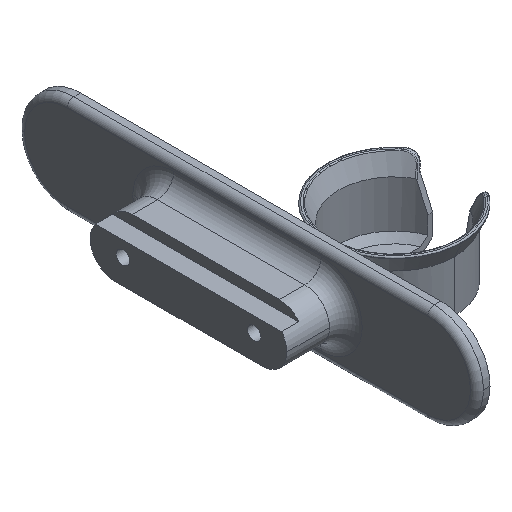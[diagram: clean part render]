
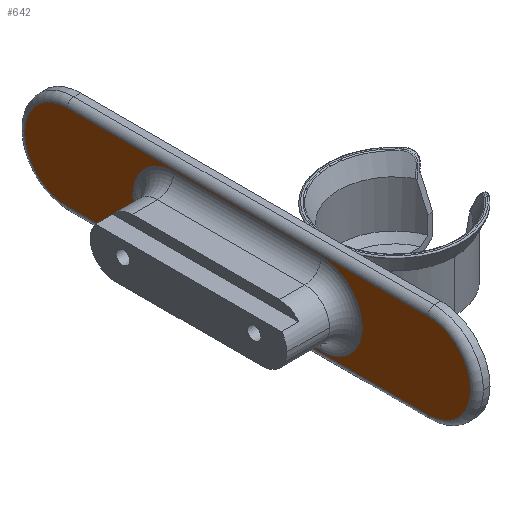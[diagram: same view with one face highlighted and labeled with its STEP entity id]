
A CAD part, isometric view. The second image highlights one B-rep face of the part: STEP entity #642.
In plain terms, the highlighted planar face has unit normal (-1, 0, 0).
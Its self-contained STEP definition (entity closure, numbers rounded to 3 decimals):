
#547=CARTESIAN_POINT('',(-71.731,191.869,434.));
#548=DIRECTION('',(-1.,0.,0.));
#549=DIRECTION('',(0.,1.,0.));
#550=AXIS2_PLACEMENT_3D('',#547,#548,#549);
#551=PLANE('',#550);
#552=CARTESIAN_POINT('',(-71.731,246.869,421.));
#553=VERTEX_POINT('',#552);
#554=CARTESIAN_POINT('',(-71.731,136.869,421.));
#555=VERTEX_POINT('',#554);
#556=CARTESIAN_POINT('',(-71.731,246.869,421.));
#557=DIRECTION('',(-0.,-1.,-0.));
#558=VECTOR('',#557,110.);
#559=LINE('',#556,#558);
#560=EDGE_CURVE('',#553,#555,#559,.T.);
#561=ORIENTED_EDGE('',*,*,#560,.T.);
#562=CARTESIAN_POINT('',(-71.731,136.869,447.));
#563=VERTEX_POINT('',#562);
#564=CARTESIAN_POINT('',(-71.731,136.869,434.));
#565=DIRECTION('',(-1.,0.,0.));
#566=DIRECTION('',(0.,0.,1.));
#567=AXIS2_PLACEMENT_3D('',#564,#565,#566);
#568=CIRCLE('',#567,13.);
#569=EDGE_CURVE('',#555,#563,#568,.T.);
#570=ORIENTED_EDGE('',*,*,#569,.T.);
#571=CARTESIAN_POINT('',(-71.731,246.869,447.));
#572=VERTEX_POINT('',#571);
#573=CARTESIAN_POINT('',(-71.731,136.869,447.));
#574=DIRECTION('',(0.,1.,0.));
#575=VECTOR('',#574,110.);
#576=LINE('',#573,#575);
#577=EDGE_CURVE('',#563,#572,#576,.T.);
#578=ORIENTED_EDGE('',*,*,#577,.T.);
#579=CARTESIAN_POINT('',(-71.731,259.869,434.));
#580=VERTEX_POINT('',#579);
#581=CARTESIAN_POINT('',(-71.731,246.869,434.));
#582=DIRECTION('',(-1.,0.,0.));
#583=DIRECTION('',(0.,0.,1.));
#584=AXIS2_PLACEMENT_3D('',#581,#582,#583);
#585=CIRCLE('',#584,13.);
#586=EDGE_CURVE('',#572,#580,#585,.T.);
#587=ORIENTED_EDGE('',*,*,#586,.T.);
#588=CARTESIAN_POINT('',(-71.731,246.869,434.));
#589=DIRECTION('',(-1.,0.,0.));
#590=DIRECTION('',(0.,0.,1.));
#591=AXIS2_PLACEMENT_3D('',#588,#589,#590);
#592=CIRCLE('',#591,13.);
#593=EDGE_CURVE('',#580,#553,#592,.T.);
#594=ORIENTED_EDGE('',*,*,#593,.T.);
#595=EDGE_LOOP('',(#561,#570,#578,#587,#594));
#596=FACE_BOUND('',#595,.T.);
#597=CARTESIAN_POINT('',(-71.731,214.369,446.5));
#598=VERTEX_POINT('',#597);
#599=CARTESIAN_POINT('',(-71.731,169.369,446.5));
#600=VERTEX_POINT('',#599);
#601=CARTESIAN_POINT('',(-71.731,214.369,446.5));
#602=DIRECTION('',(-0.,-1.,-0.));
#603=VECTOR('',#602,45.);
#604=LINE('',#601,#603);
#605=EDGE_CURVE('',#598,#600,#604,.T.);
#606=ORIENTED_EDGE('',*,*,#605,.T.);
#607=CARTESIAN_POINT('',(-71.731,169.369,421.5));
#608=VERTEX_POINT('',#607);
#609=CARTESIAN_POINT('',(-71.731,169.369,434.));
#610=DIRECTION('',(1.,-0.,-0.));
#611=DIRECTION('',(0.,0.,1.));
#612=AXIS2_PLACEMENT_3D('',#609,#610,#611);
#613=CIRCLE('',#612,12.5);
#614=EDGE_CURVE('',#600,#608,#613,.T.);
#615=ORIENTED_EDGE('',*,*,#614,.T.);
#616=CARTESIAN_POINT('',(-71.731,214.369,421.5));
#617=VERTEX_POINT('',#616);
#618=CARTESIAN_POINT('',(-71.731,169.369,421.5));
#619=DIRECTION('',(0.,1.,0.));
#620=VECTOR('',#619,45.);
#621=LINE('',#618,#620);
#622=EDGE_CURVE('',#608,#617,#621,.T.);
#623=ORIENTED_EDGE('',*,*,#622,.T.);
#624=CARTESIAN_POINT('',(-71.731,226.869,434.));
#625=VERTEX_POINT('',#624);
#626=CARTESIAN_POINT('',(-71.731,214.369,434.));
#627=DIRECTION('',(1.,-0.,-0.));
#628=DIRECTION('',(0.,0.,1.));
#629=AXIS2_PLACEMENT_3D('',#626,#627,#628);
#630=CIRCLE('',#629,12.5);
#631=EDGE_CURVE('',#617,#625,#630,.T.);
#632=ORIENTED_EDGE('',*,*,#631,.T.);
#633=CARTESIAN_POINT('',(-71.731,214.369,434.));
#634=DIRECTION('',(1.,-0.,-0.));
#635=DIRECTION('',(0.,0.,1.));
#636=AXIS2_PLACEMENT_3D('',#633,#634,#635);
#637=CIRCLE('',#636,12.5);
#638=EDGE_CURVE('',#625,#598,#637,.T.);
#639=ORIENTED_EDGE('',*,*,#638,.T.);
#640=EDGE_LOOP('',(#606,#615,#623,#632,#639));
#641=FACE_BOUND('',#640,.T.);
#642=ADVANCED_FACE('',(#596,#641),#551,.T.);
